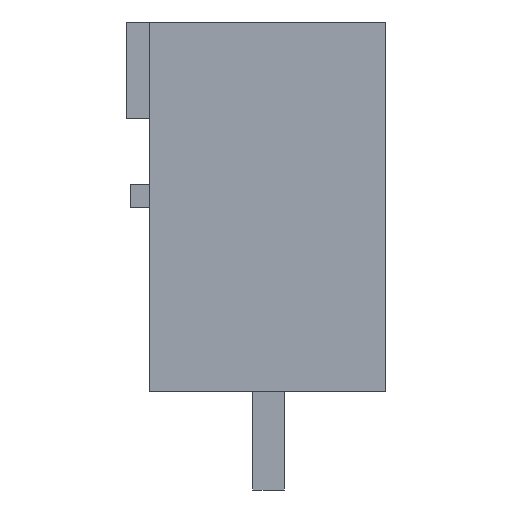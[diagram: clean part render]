
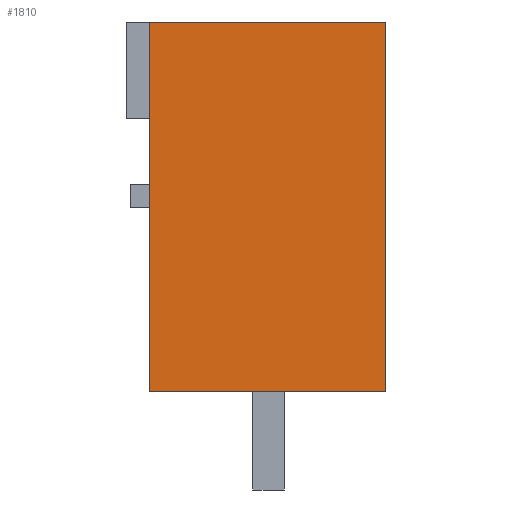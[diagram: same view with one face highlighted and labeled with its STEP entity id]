
A CAD part, left-side view. The second image highlights one B-rep face of the part: STEP entity #1810.
In plain terms, the highlighted planar face has unit normal (-1, 0, 0).
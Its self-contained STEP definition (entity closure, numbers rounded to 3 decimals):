
#1790=AXIS2_PLACEMENT_3D('Plane Axis2P3D',#1787,#1788,#1789) ;
#375=CARTESIAN_POINT('Vertex',(0.,7.68,3.2)) ;
#378=CARTESIAN_POINT('Line Origine',(0.,7.68,9.2)) ;
#382=CARTESIAN_POINT('Vertex',(0.,7.68,15.2)) ;
#1772=CARTESIAN_POINT('Vertex',(0.,0.,3.2)) ;
#1775=CARTESIAN_POINT('Line Origine',(0.,3.84,3.2)) ;
#1787=CARTESIAN_POINT('Axis2P3D Location',(0.,8.43,1.7)) ;
#1792=CARTESIAN_POINT('Line Origine',(0.,3.84,15.2)) ;
#1796=CARTESIAN_POINT('Vertex',(0.,0.,15.2)) ;
#1799=CARTESIAN_POINT('Line Origine',(0.,0.,9.2)) ;
#379=DIRECTION('Vector Direction',(0.,0.,-1.)) ;
#1776=DIRECTION('Vector Direction',(0.,-1.,0.)) ;
#1788=DIRECTION('Axis2P3D Direction',(-1.,0.,0.)) ;
#1789=DIRECTION('Axis2P3D XDirection',(0.,1.,0.)) ;
#1793=DIRECTION('Vector Direction',(0.,1.,0.)) ;
#1800=DIRECTION('Vector Direction',(0.,0.,1.)) ;
#380=VECTOR('Line Direction',#379,1.) ;
#1777=VECTOR('Line Direction',#1776,1.) ;
#1794=VECTOR('Line Direction',#1793,1.) ;
#1801=VECTOR('Line Direction',#1800,1.) ;
#1805=ORIENTED_EDGE('',*,*,#1798,.T.) ;
#1806=ORIENTED_EDGE('',*,*,#384,.T.) ;
#1807=ORIENTED_EDGE('',*,*,#1779,.T.) ;
#1808=ORIENTED_EDGE('',*,*,#1803,.T.) ;
#1810=ADVANCED_FACE('HOUSING',(#1809),#1791,.T.) ;
#384=EDGE_CURVE('',#383,#376,#381,.T.) ;
#1779=EDGE_CURVE('',#376,#1773,#1778,.T.) ;
#1798=EDGE_CURVE('',#1797,#383,#1795,.T.) ;
#1803=EDGE_CURVE('',#1773,#1797,#1802,.T.) ;
#1804=EDGE_LOOP('',(#1805,#1806,#1807,#1808)) ;
#1809=FACE_OUTER_BOUND('',#1804,.T.) ;
#381=LINE('Line',#378,#380) ;
#1778=LINE('Line',#1775,#1777) ;
#1795=LINE('Line',#1792,#1794) ;
#1802=LINE('Line',#1799,#1801) ;
#1791=PLANE('',#1790) ;
#376=VERTEX_POINT('',#375) ;
#383=VERTEX_POINT('',#382) ;
#1773=VERTEX_POINT('',#1772) ;
#1797=VERTEX_POINT('',#1796) ;
